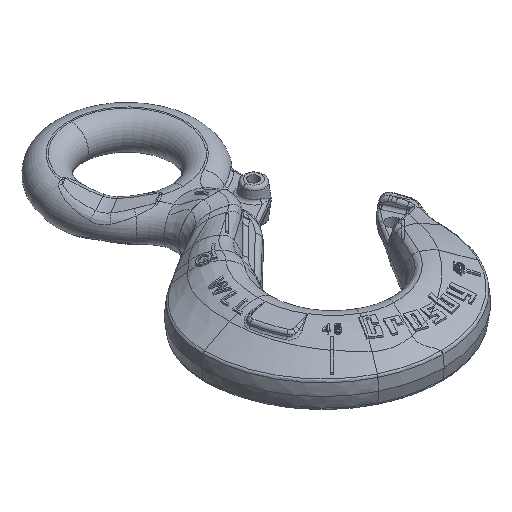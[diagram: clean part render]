
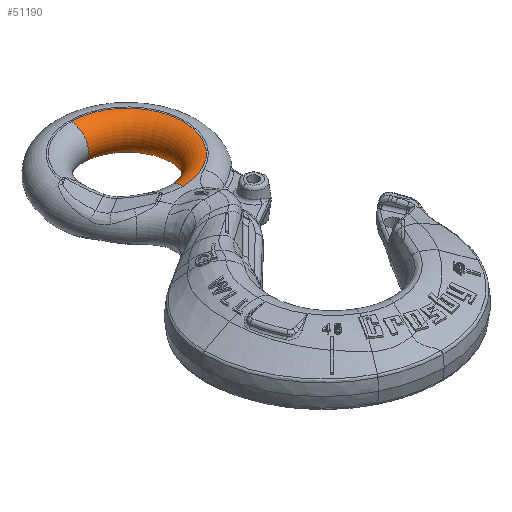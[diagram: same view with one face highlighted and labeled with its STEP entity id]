
A CAD part, isometric view. The second image highlights one B-rep face of the part: STEP entity #51190.
In plain terms, the highlighted toroidal (fillet/blend) face has major radius 28.575 mm and minor radius 8.763 mm.
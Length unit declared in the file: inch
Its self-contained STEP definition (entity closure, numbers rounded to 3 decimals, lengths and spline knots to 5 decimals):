
#5905=CARTESIAN_POINT('',(0.,1.72502,-0.345));
#5906=DIRECTION('',(0.,0.,-1.));
#5907=DIRECTION('',(0.,1.,0.));
#5908=AXIS2_PLACEMENT_3D('',#5905,#5906,#5907);
#5974=CARTESIAN_POINT('',(0.,2.85002,0.));
#5975=DIRECTION('',(1.,0.,0.));
#5976=DIRECTION('',(0.,0.,1.));
#5977=AXIS2_PLACEMENT_3D('',#5974,#5975,#5976);
#5979=CARTESIAN_POINT('',(0.,0.60002,0.));
#5980=DIRECTION('',(-1.,0.,0.));
#5981=DIRECTION('',(0.,0.,1.));
#5982=AXIS2_PLACEMENT_3D('',#5979,#5980,#5981);
#13430=CARTESIAN_POINT('',(0.,1.72502,0.345));
#13431=DIRECTION('',(0.,0.,-1.));
#13432=DIRECTION('',(0.,1.,0.));
#13433=AXIS2_PLACEMENT_3D('',#13430,#13431,#13432);
#14433=CARTESIAN_POINT('',(0.,2.85002,0.345));
#14434=CARTESIAN_POINT('',(0.,2.85002,-0.345));
#14435=VERTEX_POINT('',#14433);
#14436=VERTEX_POINT('',#14434);
#14437=CARTESIAN_POINT('',(0.,0.60002,0.345));
#14438=CARTESIAN_POINT('',(0.,0.60002,-0.345));
#14439=VERTEX_POINT('',#14437);
#14440=VERTEX_POINT('',#14438);
#51179=CARTESIAN_POINT('',(0.,1.72502,0.));
#51180=DIRECTION('',(0.,0.,-1.));
#51181=DIRECTION('',(0.,-1.,0.));
#51182=AXIS2_PLACEMENT_3D('',#51179,#51180,#51181);
#51183=TOROIDAL_SURFACE('',#51182,1.125,0.345);
#51184=ORIENTED_EDGE('',*,*,#28342,.F.);
#51185=ORIENTED_EDGE('',*,*,#28855,.T.);
#51186=ORIENTED_EDGE('',*,*,#28355,.T.);
#51187=ORIENTED_EDGE('',*,*,#28232,.F.);
#51188=EDGE_LOOP('',(#51184,#51185,#51186,#51187));
#51189=FACE_OUTER_BOUND('',#51188,.F.);
#51190=ADVANCED_FACE('',(#51189),#51183,.T.);
#5909=CIRCLE('',#5908,1.125);
#5978=CIRCLE('',#5977,0.345);
#5983=CIRCLE('',#5982,0.345);
#13434=CIRCLE('',#13433,1.125);
#28232=EDGE_CURVE('',#14436,#14440,#5909,.T.);
#28342=EDGE_CURVE('',#14435,#14436,#5978,.T.);
#28355=EDGE_CURVE('',#14439,#14440,#5983,.T.);
#28855=EDGE_CURVE('',#14435,#14439,#13434,.T.);
